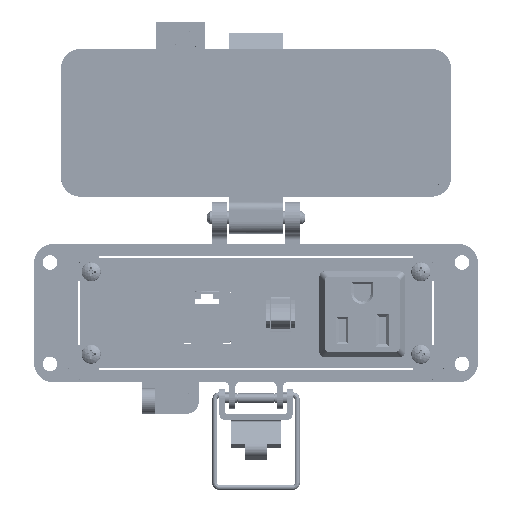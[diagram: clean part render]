
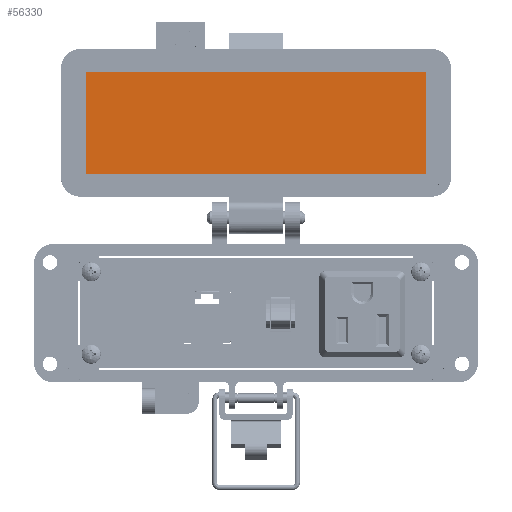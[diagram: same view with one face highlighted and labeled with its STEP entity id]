
A CAD part, top view. The second image highlights one B-rep face of the part: STEP entity #56330.
In plain terms, the highlighted planar face has unit normal (0, 0, 1).
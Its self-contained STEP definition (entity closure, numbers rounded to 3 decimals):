
#629 = CARTESIAN_POINT ( 'NONE',  ( -53.75, 83.154, -25.55 ) ) ;
#1094 = CARTESIAN_POINT ( 'NONE',  ( -53.75, 67.154, -25.55 ) ) ;
#2704 = EDGE_CURVE ( 'NONE', #72165, #42063, #69562, .T. ) ;
#5972 = VERTEX_POINT ( 'NONE', #629 ) ;
#6969 = DIRECTION ( 'NONE',  ( 1., 0., 0. ) ) ;
#7087 = DIRECTION ( 'NONE',  ( 0., -1., 0. ) ) ;
#8610 = EDGE_CURVE ( 'NONE', #5972, #63132, #71878, .T. ) ;
#12597 = CARTESIAN_POINT ( 'NONE',  ( 53.75, 51.154, -25.55 ) ) ;
#13957 = LINE ( 'NONE', #79268, #60103 ) ;
#14367 = ORIENTED_EDGE ( 'NONE', *, *, #35231, .F. ) ;
#16887 = VECTOR ( 'NONE', #6969, 1000. ) ;
#19794 = CARTESIAN_POINT ( 'NONE',  ( -8.5, 83.154, -25.55 ) ) ;
#20334 = CARTESIAN_POINT ( 'NONE',  ( -8.5, 67.154, -25.55 ) ) ;
#22004 = DIRECTION ( 'NONE',  ( 0., 1., 0. ) ) ;
#22952 = CARTESIAN_POINT ( 'NONE',  ( 53.75, 83.154, -25.55 ) ) ;
#24354 = EDGE_CURVE ( 'NONE', #42063, #5972, #33542, .T. ) ;
#25610 = EDGE_LOOP ( 'NONE', ( #79255, #80339, #64094, #14367 ) ) ;
#32717 = FACE_OUTER_BOUND ( 'NONE', #25610, .T. ) ;
#33542 = LINE ( 'NONE', #1094, #53237 ) ;
#35231 = EDGE_CURVE ( 'NONE', #63132, #72165, #13957, .T. ) ;
#39115 = PLANE ( 'NONE',  #78302 ) ;
#40005 = DIRECTION ( 'NONE',  ( 0., -1., 0. ) ) ;
#42063 = VERTEX_POINT ( 'NONE', #76309 ) ;
#51828 = VECTOR ( 'NONE', #81955, 1000. ) ;
#53237 = VECTOR ( 'NONE', #22004, 1000. ) ;
#55921 = CARTESIAN_POINT ( 'NONE',  ( 42., 51.154, -25.55 ) ) ;
#56330 = ADVANCED_FACE ( 'NONE', ( #32717 ), #39115, .T. ) ;
#60103 = VECTOR ( 'NONE', #40005, 1000. ) ;
#63132 = VERTEX_POINT ( 'NONE', #22952 ) ;
#64094 = ORIENTED_EDGE ( 'NONE', *, *, #2704, .F. ) ;
#69562 = LINE ( 'NONE', #55921, #51828 ) ;
#71878 = LINE ( 'NONE', #19794, #16887 ) ;
#72165 = VERTEX_POINT ( 'NONE', #12597 ) ;
#76309 = CARTESIAN_POINT ( 'NONE',  ( -53.75, 51.154, -25.55 ) ) ;
#78302 = AXIS2_PLACEMENT_3D ( 'NONE', #20334, #84387, #7087 ) ;
#79255 = ORIENTED_EDGE ( 'NONE', *, *, #8610, .F. ) ;
#79268 = CARTESIAN_POINT ( 'NONE',  ( 53.75, 67.154, -25.55 ) ) ;
#80339 = ORIENTED_EDGE ( 'NONE', *, *, #24354, .F. ) ;
#81955 = DIRECTION ( 'NONE',  ( -1., 0., 0. ) ) ;
#84387 = DIRECTION ( 'NONE',  ( 0., 0., 1. ) ) ;
